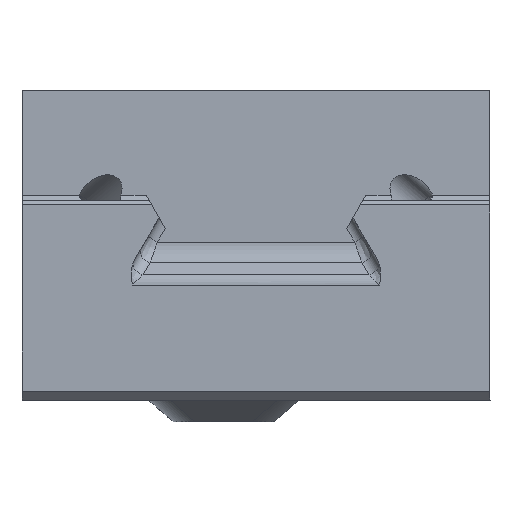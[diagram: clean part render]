
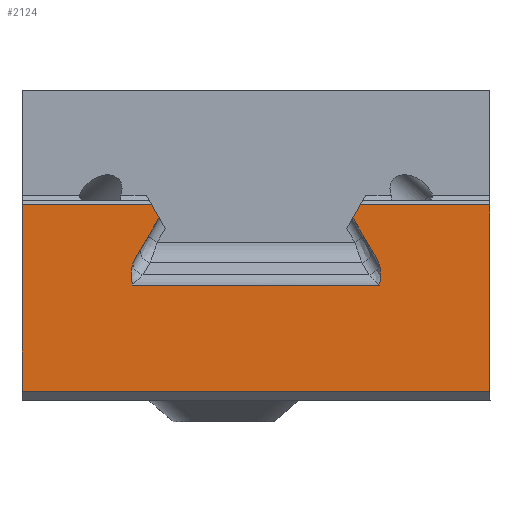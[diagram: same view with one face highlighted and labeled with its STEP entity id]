
A CAD part, top view. The second image highlights one B-rep face of the part: STEP entity #2124.
In plain terms, the highlighted planar face has unit normal (0, 0, 1).
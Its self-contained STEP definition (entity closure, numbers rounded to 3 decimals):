
#28=ELLIPSE('',#2300,1.338,1.);
#29=ELLIPSE('',#2301,1.338,1.);
#72=B_SPLINE_CURVE_WITH_KNOTS('',3,(#3557,#3558,#3559,#3560,#3561,#3562,
#3563,#3564,#3565,#3566,#3567,#3568,#3569),.UNSPECIFIED.,.F.,.F.,(4,3,3,
3,4),(-1.06,-1.039,-0.989,-0.939,
-0.918),.UNSPECIFIED.);
#73=B_SPLINE_CURVE_WITH_KNOTS('',3,(#3582,#3583,#3584,#3585,#3586,#3587,
#3588,#3589,#3590,#3591),.UNSPECIFIED.,.F.,.F.,(4,2,2,2,4),(-0.25,
-0.249,-0.148,-0.113,0.),
 .UNSPECIFIED.);
#74=B_SPLINE_CURVE_WITH_KNOTS('',3,(#3595,#3596,#3597,#3598,#3599,#3600,
#3601,#3602,#3603,#3604),.UNSPECIFIED.,.F.,.F.,(4,2,2,2,4),(-0.178,
-0.101,-0.054,0.,0.001),
 .UNSPECIFIED.);
#170=PLANE('',#2299);
#238=FACE_OUTER_BOUND('',#362,.T.);
#362=EDGE_LOOP('',(#1609,#1610,#1611,#1612,#1613,#1614,#1615,#1616,#1617,
#1618,#1619,#1620,#1621,#1622,#1623,#1624));
#515=LINE('',#3464,#694);
#525=LINE('',#3537,#704);
#528=LINE('',#3543,#707);
#533=LINE('',#3555,#712);
#534=LINE('',#3571,#713);
#535=LINE('',#3572,#714);
#536=LINE('',#3574,#715);
#537=LINE('',#3576,#716);
#538=LINE('',#3578,#717);
#539=LINE('',#3593,#718);
#540=LINE('',#3607,#719);
#694=VECTOR('',#2649,10.);
#704=VECTOR('',#2663,10.);
#707=VECTOR('',#2668,10.);
#712=VECTOR('',#2677,10.);
#713=VECTOR('',#2678,10.);
#714=VECTOR('',#2679,10.);
#715=VECTOR('',#2680,10.);
#716=VECTOR('',#2681,10.);
#717=VECTOR('',#2682,10.);
#718=VECTOR('',#2685,10.);
#719=VECTOR('',#2688,10.);
#972=VERTEX_POINT('',#3461);
#973=VERTEX_POINT('',#3463);
#984=VERTEX_POINT('',#3534);
#985=VERTEX_POINT('',#3536);
#987=VERTEX_POINT('',#3542);
#992=VERTEX_POINT('',#3554);
#993=VERTEX_POINT('',#3556);
#994=VERTEX_POINT('',#3570);
#995=VERTEX_POINT('',#3573);
#996=VERTEX_POINT('',#3575);
#997=VERTEX_POINT('',#3577);
#998=VERTEX_POINT('',#3579);
#999=VERTEX_POINT('',#3581);
#1000=VERTEX_POINT('',#3592);
#1001=VERTEX_POINT('',#3594);
#1002=VERTEX_POINT('',#3605);
#1209=EDGE_CURVE('',#973,#972,#515,.T.);
#1221=EDGE_CURVE('',#984,#985,#525,.T.);
#1224=EDGE_CURVE('',#985,#987,#528,.T.);
#1230=EDGE_CURVE('',#984,#992,#533,.T.);
#1231=EDGE_CURVE('',#992,#993,#72,.T.);
#1232=EDGE_CURVE('',#993,#994,#534,.T.);
#1233=EDGE_CURVE('',#973,#994,#535,.F.);
#1234=EDGE_CURVE('',#995,#972,#536,.T.);
#1235=EDGE_CURVE('',#996,#995,#537,.T.);
#1236=EDGE_CURVE('',#997,#996,#538,.T.);
#1237=EDGE_CURVE('',#998,#997,#28,.T.);
#1238=EDGE_CURVE('',#999,#998,#73,.T.);
#1239=EDGE_CURVE('',#1000,#999,#539,.T.);
#1240=EDGE_CURVE('',#1000,#1001,#74,.F.);
#1241=EDGE_CURVE('',#1001,#1002,#29,.F.);
#1242=EDGE_CURVE('',#1002,#987,#540,.T.);
#1609=ORIENTED_EDGE('',*,*,#1221,.F.);
#1610=ORIENTED_EDGE('',*,*,#1230,.T.);
#1611=ORIENTED_EDGE('',*,*,#1231,.T.);
#1612=ORIENTED_EDGE('',*,*,#1232,.T.);
#1613=ORIENTED_EDGE('',*,*,#1233,.F.);
#1614=ORIENTED_EDGE('',*,*,#1209,.T.);
#1615=ORIENTED_EDGE('',*,*,#1234,.F.);
#1616=ORIENTED_EDGE('',*,*,#1235,.F.);
#1617=ORIENTED_EDGE('',*,*,#1236,.F.);
#1618=ORIENTED_EDGE('',*,*,#1237,.F.);
#1619=ORIENTED_EDGE('',*,*,#1238,.F.);
#1620=ORIENTED_EDGE('',*,*,#1239,.F.);
#1621=ORIENTED_EDGE('',*,*,#1240,.T.);
#1622=ORIENTED_EDGE('',*,*,#1241,.T.);
#1623=ORIENTED_EDGE('',*,*,#1242,.T.);
#1624=ORIENTED_EDGE('',*,*,#1224,.F.);
#2124=ADVANCED_FACE('',(#238),#170,.F.);
#2299=AXIS2_PLACEMENT_3D('',#3553,#2675,#2676);
#2300=AXIS2_PLACEMENT_3D('',#3580,#2683,#2684);
#2301=AXIS2_PLACEMENT_3D('',#3606,#2686,#2687);
#2649=DIRECTION('',(0.,1.,0.));
#2663=DIRECTION('',(1.,0.,0.));
#2668=DIRECTION('',(0.497,-0.868,0.));
#2675=DIRECTION('center_axis',(0.,0.,
-1.));
#2676=DIRECTION('ref_axis',(0.,1.,0.));
#2677=DIRECTION('',(0.,-1.,0.));
#2678=DIRECTION('',(0.,-1.,0.));
#2679=DIRECTION('',(1.,0.,0.));
#2680=DIRECTION('',(1.,0.,0.));
#2681=DIRECTION('',(0.497,0.868,0.));
#2682=DIRECTION('',(-0.506,0.863,0.));
#2683=DIRECTION('center_axis',(0.,0.,
1.));
#2684=DIRECTION('ref_axis',(0.506,-0.863,0.));
#2685=DIRECTION('',(1.,0.,0.));
#2686=DIRECTION('center_axis',(0.,0.,
1.));
#2687=DIRECTION('ref_axis',(-0.506,-0.863,0.));
#2688=DIRECTION('',(0.506,0.863,0.));
#3461=CARTESIAN_POINT('',(30.458,29.745,60.917));
#3463=CARTESIAN_POINT('',(30.458,12.42,60.917));
#3464=CARTESIAN_POINT('',(30.458,27.159,60.917));
#3534=CARTESIAN_POINT('',(-13.005,29.745,60.917));
#3536=CARTESIAN_POINT('',(-0.95,29.745,60.917));
#3537=CARTESIAN_POINT('',(-2.123,29.745,60.917));
#3542=CARTESIAN_POINT('',(-0.27,28.559,60.917));
#3543=CARTESIAN_POINT('',(0.92,26.481,60.917));
#3553=CARTESIAN_POINT('Origin',(8.759,27.159,60.917));
#3554=CARTESIAN_POINT('',(-13.005,17.981,60.917));
#3555=CARTESIAN_POINT('',(-13.005,22.073,60.917));
#3556=CARTESIAN_POINT('',(-13.005,16.467,60.917));
#3557=CARTESIAN_POINT('Ctrl Pts',(-13.005,17.981,60.917));
#3558=CARTESIAN_POINT('Ctrl Pts',(-13.005,17.911,60.917));
#3559=CARTESIAN_POINT('Ctrl Pts',(-13.005,17.827,60.917));
#3560=CARTESIAN_POINT('Ctrl Pts',(-13.004,17.757,60.917));
#3561=CARTESIAN_POINT('Ctrl Pts',(-13.003,17.591,60.917));
#3562=CARTESIAN_POINT('Ctrl Pts',(-13.,17.391,60.917));
#3563=CARTESIAN_POINT('Ctrl Pts',(-13.,17.224,60.917));
#3564=CARTESIAN_POINT('Ctrl Pts',(-13.,17.057,60.917));
#3565=CARTESIAN_POINT('Ctrl Pts',(-13.003,16.857,60.917));
#3566=CARTESIAN_POINT('Ctrl Pts',(-13.004,16.69,60.917));
#3567=CARTESIAN_POINT('Ctrl Pts',(-13.005,16.621,60.917));
#3568=CARTESIAN_POINT('Ctrl Pts',(-13.005,16.537,60.917));
#3569=CARTESIAN_POINT('Ctrl Pts',(-13.005,16.467,60.917));
#3570=CARTESIAN_POINT('',(-13.005,12.42,60.917));
#3571=CARTESIAN_POINT('',(-13.005,22.073,60.917));
#3572=CARTESIAN_POINT('',(4.025,12.42,60.917));
#3573=CARTESIAN_POINT('',(18.403,29.745,60.917));
#3574=CARTESIAN_POINT('',(19.609,29.745,60.917));
#3575=CARTESIAN_POINT('',(17.723,28.559,60.917));
#3576=CARTESIAN_POINT('',(16.541,26.495,60.917));
#3577=CARTESIAN_POINT('',(20.009,24.66,60.917));
#3578=CARTESIAN_POINT('',(16.011,31.479,60.917));
#3579=CARTESIAN_POINT('',(20.136,24.395,60.917));
#3580=CARTESIAN_POINT('Origin',(19.147,24.154,60.917));
#3581=CARTESIAN_POINT('',(20.227,22.311,60.917));
#3582=CARTESIAN_POINT('Ctrl Pts',(20.227,22.311,60.917));
#3583=CARTESIAN_POINT('Ctrl Pts',(20.228,22.313,60.917));
#3584=CARTESIAN_POINT('Ctrl Pts',(20.228,22.315,60.917));
#3585=CARTESIAN_POINT('Ctrl Pts',(20.251,22.586,60.917));
#3586=CARTESIAN_POINT('Ctrl Pts',(20.277,22.841,60.917));
#3587=CARTESIAN_POINT('Ctrl Pts',(20.292,23.191,60.917));
#3588=CARTESIAN_POINT('Ctrl Pts',(20.294,23.281,60.917));
#3589=CARTESIAN_POINT('Ctrl Pts',(20.294,23.655,60.917));
#3590=CARTESIAN_POINT('Ctrl Pts',(20.271,24.042,60.917));
#3591=CARTESIAN_POINT('Ctrl Pts',(20.136,24.395,60.917));
#3592=CARTESIAN_POINT('',(-2.774,22.311,60.917));
#3593=CARTESIAN_POINT('',(14.596,22.311,60.917));
#3594=CARTESIAN_POINT('',(-2.683,24.395,60.917));
#3595=CARTESIAN_POINT('Ctrl Pts',(-2.683,24.395,60.917));
#3596=CARTESIAN_POINT('Ctrl Pts',(-2.818,24.041,60.917));
#3597=CARTESIAN_POINT('Ctrl Pts',(-2.841,23.642,60.917));
#3598=CARTESIAN_POINT('Ctrl Pts',(-2.841,23.199,60.917));
#3599=CARTESIAN_POINT('Ctrl Pts',(-2.832,23.006,60.917));
#3600=CARTESIAN_POINT('Ctrl Pts',(-2.808,22.662,60.917));
#3601=CARTESIAN_POINT('Ctrl Pts',(-2.791,22.494,60.917));
#3602=CARTESIAN_POINT('Ctrl Pts',(-2.775,22.315,60.917));
#3603=CARTESIAN_POINT('Ctrl Pts',(-2.774,22.313,60.917));
#3604=CARTESIAN_POINT('Ctrl Pts',(-2.774,22.311,60.917));
#3605=CARTESIAN_POINT('',(-2.556,24.66,60.917));
#3606=CARTESIAN_POINT('Origin',(-1.693,24.154,60.917));
#3607=CARTESIAN_POINT('',(1.442,31.479,60.917));
